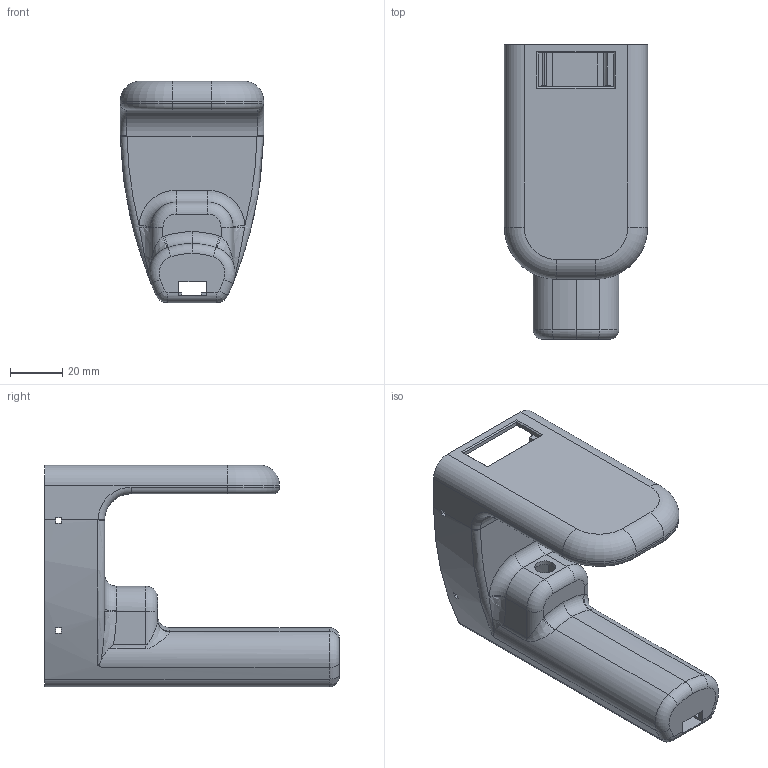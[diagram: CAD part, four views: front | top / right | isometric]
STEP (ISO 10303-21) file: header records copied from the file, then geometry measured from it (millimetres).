
FILE_DESCRIPTION(/* description */ (''),/* implementation_level */ '2;1');
FILE_NAME(/* name */ 'scannerBody.stp',/* time_stamp */ '2022-10-21T22:52:16-07:00',/* author */ ('kalez'),/* organization */ (''),/* preprocessor_version */ 'ST-DEVELOPER v19',/* originating_system */ 'Autodesk Inventor 2023',/* authorisation */ '');
FILE_SCHEMA (('AUTOMOTIVE_DESIGN { 1 0 10303 214 3 1 1 }'));
Length unit declared in the file: inch
Products named in the file (1): printTestOne
Bounding box: 55 x 112.91 x 85 mm (x, y, z)
Volume: 74925.1 mm3; surface area: 47887.3 mm2
Topology: 1 solids, 1 shells, 262 faces, 716 edges, 455 vertices
Faces by surface type: plane 156, cylinder 55, torus 28, cone 13, bspline 10
Full cylindrical faces by diameter (mm): 1.65 x4, 8 x1
Entity records: 8781 total; most frequent: CARTESIAN_POINT 2054, ORIENTED_EDGE 1432, DIRECTION 1384, EDGE_CURVE 716, AXIS2_PLACEMENT_3D 464, LINE 456, VECTOR 456, VERTEX_POINT 455
